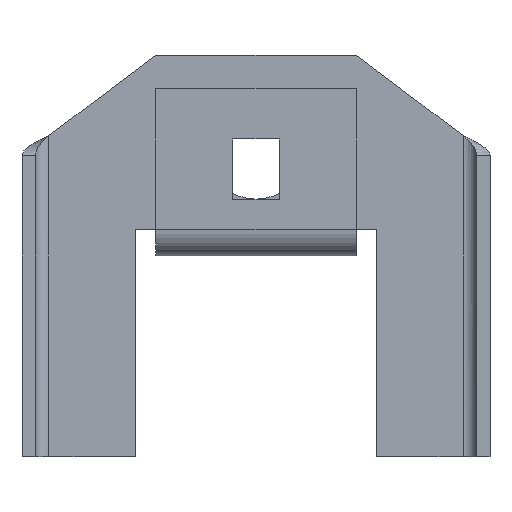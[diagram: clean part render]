
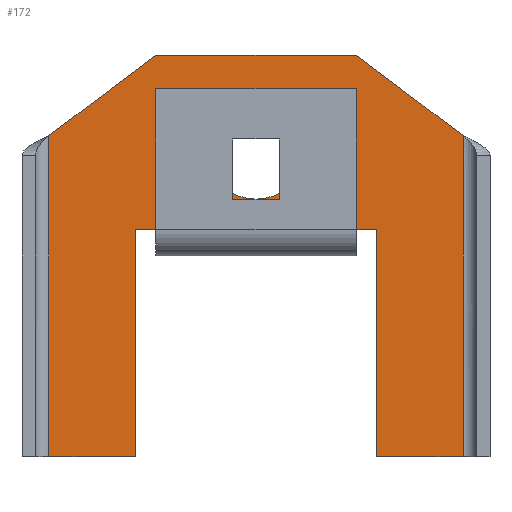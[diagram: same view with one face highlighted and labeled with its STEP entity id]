
A CAD part, front view. The second image highlights one B-rep face of the part: STEP entity #172.
In plain terms, the highlighted planar face has unit normal (0, -1, 0).
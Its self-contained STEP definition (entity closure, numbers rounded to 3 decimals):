
#2 = CARTESIAN_POINT ( 'NONE',  ( -15., 107., 5. ) ) ;
#49 = EDGE_CURVE ( 'NONE', #783, #378, #849, .T. ) ;
#58 = EDGE_CURVE ( 'NONE', #1192, #783, #199, .T. ) ;
#63 = DIRECTION ( 'NONE',  ( -1., 0., 0. ) ) ;
#80 = EDGE_CURVE ( 'NONE', #386, #386, #97, .T. ) ;
#87 = VERTEX_POINT ( 'NONE', #513 ) ;
#93 = DIRECTION ( 'NONE',  ( 0.8, 0., -0.6 ) ) ;
#97 = CIRCLE ( 'NONE', #498, 7.5 ) ;
#107 = CARTESIAN_POINT ( 'NONE',  ( 0., 107., -9. ) ) ;
#119 = AXIS2_PLACEMENT_3D ( 'NONE', #1002, #862, #136 ) ;
#125 = VECTOR ( 'NONE', #592, 1000. ) ;
#134 = EDGE_CURVE ( 'NONE', #1029, #160, #788, .T. ) ;
#136 = DIRECTION ( 'NONE',  ( 0., 0., 1. ) ) ;
#158 = DIRECTION ( 'NONE',  ( -1., 0., 0. ) ) ;
#160 = VERTEX_POINT ( 'NONE', #252 ) ;
#164 = VERTEX_POINT ( 'NONE', #676 ) ;
#172 = ADVANCED_FACE ( 'NONE', ( #1211, #1305 ), #359, .F. ) ;
#174 = LINE ( 'NONE', #270, #1220 ) ;
#180 = DIRECTION ( 'NONE',  ( -1., 0., 0. ) ) ;
#181 = EDGE_CURVE ( 'NONE', #378, #268, #1314, .T. ) ;
#183 = CARTESIAN_POINT ( 'NONE',  ( 18., 107., -21. ) ) ;
#189 = VECTOR ( 'NONE', #1070, 1000. ) ;
#199 = LINE ( 'NONE', #1277, #970 ) ;
#216 = CARTESIAN_POINT ( 'NONE',  ( -31., 107., -55. ) ) ;
#226 = DIRECTION ( 'NONE',  ( 0., 0., -1. ) ) ;
#229 = CARTESIAN_POINT ( 'NONE',  ( -30.397, 107., -21. ) ) ;
#243 = ORIENTED_EDGE ( 'NONE', *, *, #58, .F. ) ;
#252 = CARTESIAN_POINT ( 'NONE',  ( 15., 107., -21. ) ) ;
#262 = ORIENTED_EDGE ( 'NONE', *, *, #800, .F. ) ;
#268 = VERTEX_POINT ( 'NONE', #593 ) ;
#270 = CARTESIAN_POINT ( 'NONE',  ( 18., 107., -21. ) ) ;
#271 = VERTEX_POINT ( 'NONE', #183 ) ;
#276 = VECTOR ( 'NONE', #653, 1000. ) ;
#278 = LINE ( 'NONE', #1128, #125 ) ;
#290 = ORIENTED_EDGE ( 'NONE', *, *, #49, .F. ) ;
#307 = LINE ( 'NONE', #403, #440 ) ;
#309 = CARTESIAN_POINT ( 'NONE',  ( 31., 107., -55. ) ) ;
#333 = EDGE_CURVE ( 'NONE', #271, #160, #174, .T. ) ;
#353 = CARTESIAN_POINT ( 'NONE',  ( -31., 107., -25. ) ) ;
#359 = PLANE ( 'NONE',  #119 ) ;
#370 = VECTOR ( 'NONE', #419, 1000. ) ;
#378 = VERTEX_POINT ( 'NONE', #216 ) ;
#386 = VERTEX_POINT ( 'NONE', #515 ) ;
#400 = CARTESIAN_POINT ( 'NONE',  ( -15., 107., 5. ) ) ;
#403 = CARTESIAN_POINT ( 'NONE',  ( -18., 107., -21. ) ) ;
#419 = DIRECTION ( 'NONE',  ( 0., 0., -1. ) ) ;
#440 = VECTOR ( 'NONE', #63, 1000. ) ;
#492 = CARTESIAN_POINT ( 'NONE',  ( -18., 107., -55. ) ) ;
#498 = AXIS2_PLACEMENT_3D ( 'NONE', #107, #531, #1167 ) ;
#513 = CARTESIAN_POINT ( 'NONE',  ( 15., 107., 5. ) ) ;
#515 = CARTESIAN_POINT ( 'NONE',  ( 0., 107., -1.5 ) ) ;
#528 = CARTESIAN_POINT ( 'NONE',  ( -18., 107., -21. ) ) ;
#531 = DIRECTION ( 'NONE',  ( 0., 1., 0. ) ) ;
#542 = DIRECTION ( 'NONE',  ( 0.8, 0., 0.6 ) ) ;
#565 = VECTOR ( 'NONE', #93, 1000. ) ;
#572 = EDGE_CURVE ( 'NONE', #580, #850, #948, .T. ) ;
#580 = VERTEX_POINT ( 'NONE', #845 ) ;
#583 = EDGE_CURVE ( 'NONE', #164, #271, #278, .T. ) ;
#592 = DIRECTION ( 'NONE',  ( 0., 0., 1. ) ) ;
#593 = CARTESIAN_POINT ( 'NONE',  ( -31., 107., -7. ) ) ;
#602 = EDGE_CURVE ( 'NONE', #87, #687, #695, .T. ) ;
#653 = DIRECTION ( 'NONE',  ( 1., 0., 0. ) ) ;
#676 = CARTESIAN_POINT ( 'NONE',  ( 18., 107., -55. ) ) ;
#681 = ORIENTED_EDGE ( 'NONE', *, *, #181, .F. ) ;
#687 = VERTEX_POINT ( 'NONE', #2 ) ;
#695 = LINE ( 'NONE', #400, #1149 ) ;
#714 = EDGE_CURVE ( 'NONE', #268, #687, #753, .T. ) ;
#744 = CARTESIAN_POINT ( 'NONE',  ( -15., 107., -21. ) ) ;
#752 = VECTOR ( 'NONE', #883, 1000. ) ;
#753 = LINE ( 'NONE', #762, #839 ) ;
#757 = ORIENTED_EDGE ( 'NONE', *, *, #785, .F. ) ;
#762 = CARTESIAN_POINT ( 'NONE',  ( -15., 107., 5. ) ) ;
#768 = LINE ( 'NONE', #1189, #565 ) ;
#783 = VERTEX_POINT ( 'NONE', #492 ) ;
#785 = EDGE_CURVE ( 'NONE', #87, #580, #768, .T. ) ;
#788 = LINE ( 'NONE', #229, #276 ) ;
#800 = EDGE_CURVE ( 'NONE', #850, #164, #956, .T. ) ;
#836 = EDGE_LOOP ( 'NONE', ( #869 ) ) ;
#839 = VECTOR ( 'NONE', #542, 1000. ) ;
#845 = CARTESIAN_POINT ( 'NONE',  ( 31., 107., -7. ) ) ;
#849 = LINE ( 'NONE', #1282, #189 ) ;
#850 = VERTEX_POINT ( 'NONE', #309 ) ;
#862 = DIRECTION ( 'NONE',  ( 0., 1., 0. ) ) ;
#869 = ORIENTED_EDGE ( 'NONE', *, *, #80, .T. ) ;
#883 = DIRECTION ( 'NONE',  ( 0., 0., 1. ) ) ;
#906 = EDGE_LOOP ( 'NONE', ( #1161, #262, #1207, #757, #1105, #1107, #681, #290, #243, #1047, #1111, #967 ) ) ;
#948 = LINE ( 'NONE', #1378, #370 ) ;
#956 = LINE ( 'NONE', #1373, #1315 ) ;
#967 = ORIENTED_EDGE ( 'NONE', *, *, #333, .F. ) ;
#970 = VECTOR ( 'NONE', #226, 1000. ) ;
#1002 = CARTESIAN_POINT ( 'NONE',  ( -15., 107., -25. ) ) ;
#1029 = VERTEX_POINT ( 'NONE', #744 ) ;
#1047 = ORIENTED_EDGE ( 'NONE', *, *, #1381, .F. ) ;
#1070 = DIRECTION ( 'NONE',  ( -1., 0., 0. ) ) ;
#1105 = ORIENTED_EDGE ( 'NONE', *, *, #602, .T. ) ;
#1107 = ORIENTED_EDGE ( 'NONE', *, *, #714, .F. ) ;
#1111 = ORIENTED_EDGE ( 'NONE', *, *, #134, .T. ) ;
#1128 = CARTESIAN_POINT ( 'NONE',  ( 18., 107., -55. ) ) ;
#1149 = VECTOR ( 'NONE', #1344, 1000. ) ;
#1161 = ORIENTED_EDGE ( 'NONE', *, *, #583, .F. ) ;
#1167 = DIRECTION ( 'NONE',  ( 0., 0., 1. ) ) ;
#1189 = CARTESIAN_POINT ( 'NONE',  ( 15., 107., 5. ) ) ;
#1192 = VERTEX_POINT ( 'NONE', #528 ) ;
#1207 = ORIENTED_EDGE ( 'NONE', *, *, #572, .F. ) ;
#1211 = FACE_OUTER_BOUND ( 'NONE', #906, .T. ) ;
#1220 = VECTOR ( 'NONE', #158, 1000. ) ;
#1277 = CARTESIAN_POINT ( 'NONE',  ( -18., 107., -55. ) ) ;
#1282 = CARTESIAN_POINT ( 'NONE',  ( -35., 107., -55. ) ) ;
#1305 = FACE_BOUND ( 'NONE', #836, .T. ) ;
#1314 = LINE ( 'NONE', #353, #752 ) ;
#1315 = VECTOR ( 'NONE', #180, 1000. ) ;
#1344 = DIRECTION ( 'NONE',  ( -1., 0., 0. ) ) ;
#1373 = CARTESIAN_POINT ( 'NONE',  ( 35., 107., -55. ) ) ;
#1378 = CARTESIAN_POINT ( 'NONE',  ( 31., 107., -25. ) ) ;
#1381 = EDGE_CURVE ( 'NONE', #1029, #1192, #307, .T. ) ;
